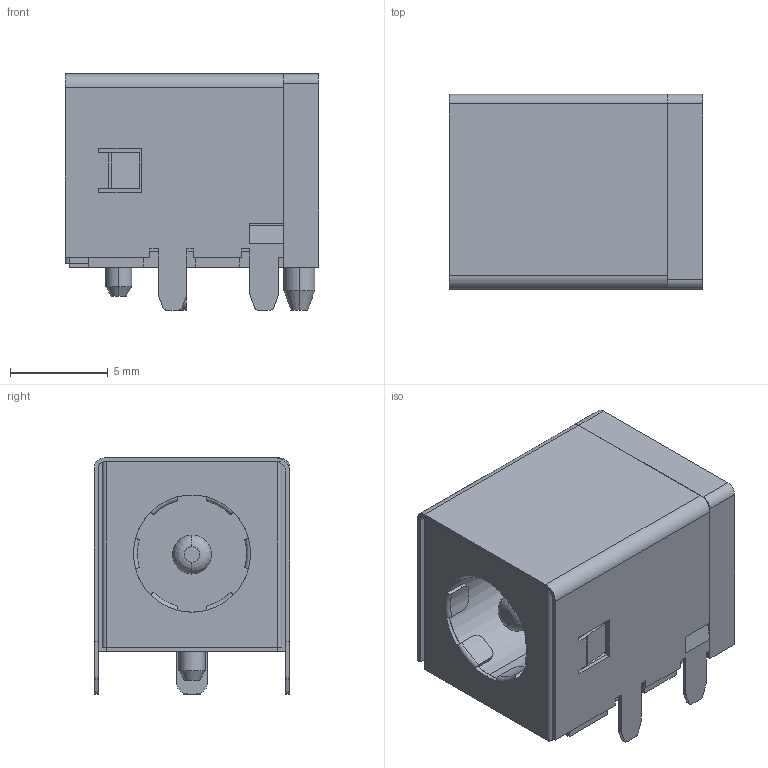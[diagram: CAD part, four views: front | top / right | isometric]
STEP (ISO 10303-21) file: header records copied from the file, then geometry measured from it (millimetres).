
FILE_DESCRIPTION(('FreeCAD Model'),'2;1');
FILE_NAME('Open CASCADE Shape Model','2025-06-01T10:11:01',('Author'),( ''),'Open CASCADE STEP processor 7.7','FreeCAD','Unknown');
FILE_SCHEMA(('AUTOMOTIVE_DESIGN { 1 0 10303 214 1 1 1 1 }'));
Length unit declared in the file: millimetre
Products named in the file (5): DC1~DC-IN-TH_DC-091-A200~DC-IN-TH_DC-091-A200~6Dcv; DC-IN-TH_DC-091-A200~DC-IN-TH_DC-091-A200~6Dcv003; DC-IN-TH_DC-091-A200~DC-IN-TH_DC-091-A200~6Dcv; DC-IN-TH_DC-091-A200~DC-IN-TH_DC-091-A200~6Dcv001; DC-IN-TH_DC-091-A200~DC-IN-TH_DC-091-A200~6Dcv002
Assembly tree (4 placements, depth 3):
  DC1~DC-IN-TH_DC-091-A200~DC-IN-TH_DC-091-A200~6Dcv
    DC-IN-TH_DC-091-A200~DC-IN-TH_DC-091-A200~6Dcv003
      DC-IN-TH_DC-091-A200~DC-IN-TH_DC-091-A200~6Dcv
      DC-IN-TH_DC-091-A200~DC-IN-TH_DC-091-A200~6Dcv001
      DC-IN-TH_DC-091-A200~DC-IN-TH_DC-091-A200~6Dcv002
Bounding box: 13 x 10 x 12.1 mm (x, y, z)
Volume: 999.9 mm3; surface area: 1898.2 mm2
Topology: 3 solids, 3 shells, 354 faces, 939 edges, 606 vertices
Faces by surface type: plane 255, cylinder 71, bspline 14, torus 8, cone 4, revolution 2
Entity records: 11726 total; most frequent: CARTESIAN_POINT 2842, ORIENTED_EDGE 1878, DIRECTION 1724, EDGE_CURVE 939, LINE 738, VECTOR 738, VERTEX_POINT 606, AXIS2_PLACEMENT_3D 492
